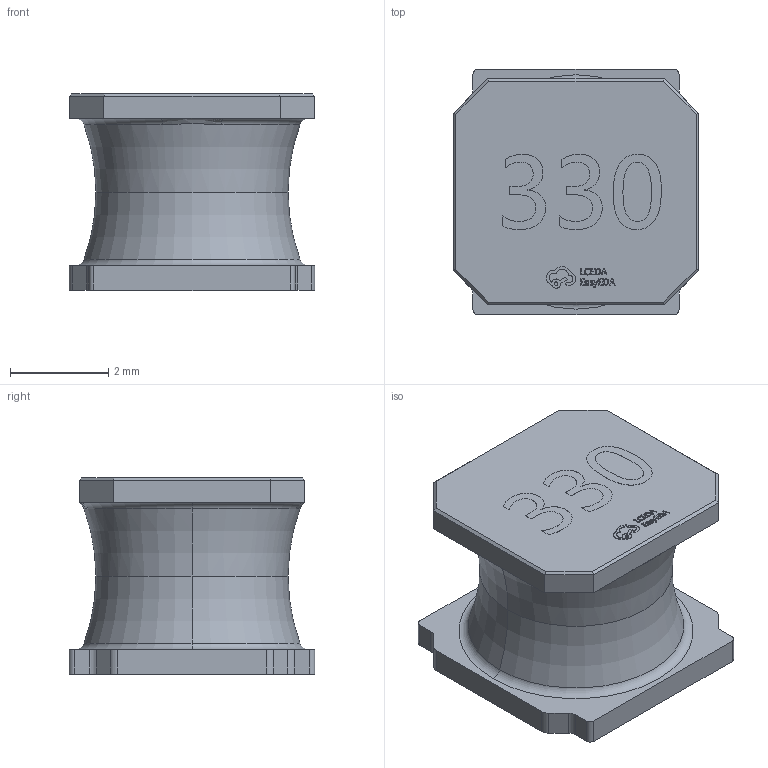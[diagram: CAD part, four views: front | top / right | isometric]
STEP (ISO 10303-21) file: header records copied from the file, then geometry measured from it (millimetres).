
FILE_DESCRIPTION (( 'STEP AP214' ), '1' );
FILE_NAME ('IND-SMD_L5.0-W5.0-H4.0_ABG05A40.step', '2022-07-09T00:26:42', ( '' ), ( '' ), 'SwSTEP 2.0', 'SolidWorks 2020', '' );
FILE_SCHEMA (( 'AUTOMOTIVE_DESIGN' ));
Length unit declared in the file: millimetre
Products named in the file (1): IND-SMD_L5.0-W5.0-H4.0_ABG05A40
Bounding box: 5 x 5 x 4.02 mm (x, y, z)
Volume: 62.9 mm3; surface area: 116.8 mm2
Topology: 1 solids, 1 shells, 396 faces, 1067 edges, 704 vertices
Faces by surface type: plane 228, bspline 146, cylinder 12, torus 10
Entity records: 19767 total; most frequent: CARTESIAN_POINT 6408, ORIENTED_EDGE 2134, DIRECTION 1325, EDGE_CURVE 1067, LINE 723, VECTOR 723, VERTEX_POINT 704, EDGE_LOOP 427
